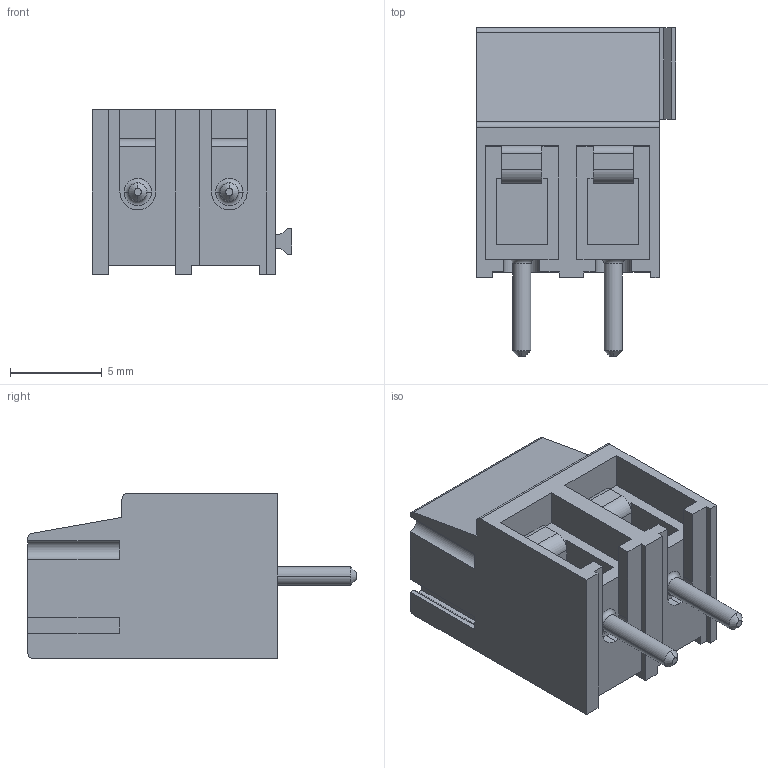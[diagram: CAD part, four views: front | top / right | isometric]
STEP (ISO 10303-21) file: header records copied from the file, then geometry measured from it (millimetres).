
FILE_DESCRIPTION (( 'STEP AP214' ), '1' );
FILE_NAME ('1935776.STEP', '2025-01-10T07:38:11', ( 'LENOVO' ), ( '' ), 'SwSTEP 2.0', 'SolidWorks 2021', '' );
FILE_SCHEMA (( 'AUTOMOTIVE_DESIGN' ));
Length unit declared in the file: millimetre
Products named in the file (1): 1935776
Bounding box: 10.92 x 17.95 x 9 mm (x, y, z)
Volume: 812.7 mm3; surface area: 1684.5 mm2
Topology: 5 solids, 5 shells, 192 faces, 529 edges, 350 vertices
Faces by surface type: plane 113, cylinder 47, cone 28, torus 4
Entity records: 6921 total; most frequent: CARTESIAN_POINT 1900, ORIENTED_EDGE 1058, DIRECTION 1009, EDGE_CURVE 529, VERTEX_POINT 350, AXIS2_PLACEMENT_3D 343, LINE 323, VECTOR 323
